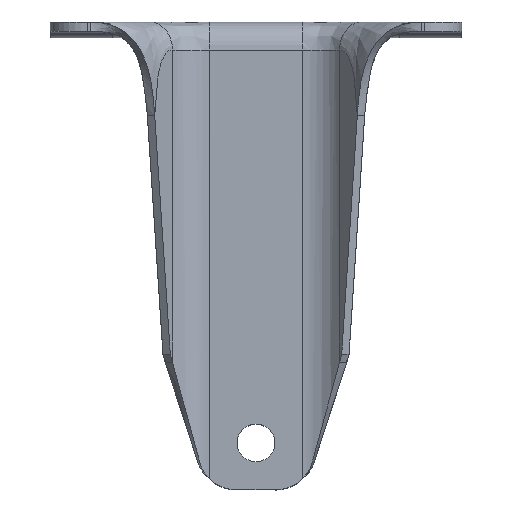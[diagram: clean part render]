
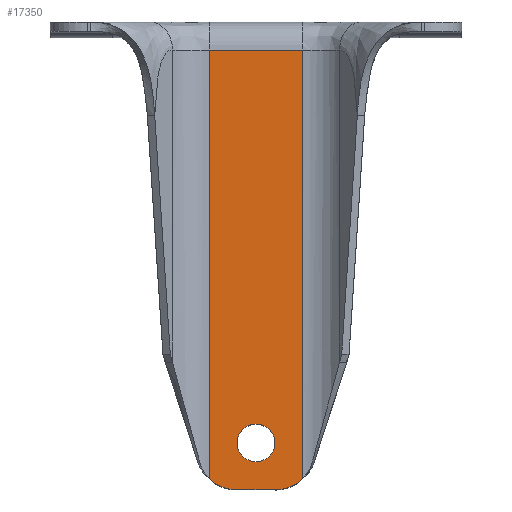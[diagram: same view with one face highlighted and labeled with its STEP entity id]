
A CAD part, top view. The second image highlights one B-rep face of the part: STEP entity #17350.
In plain terms, the highlighted planar face has unit normal (0, 0, 1).
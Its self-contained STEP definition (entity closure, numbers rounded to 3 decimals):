
#5 = VECTOR ( 'NONE', #9983, 1000. ) ;
#127 = CARTESIAN_POINT ( 'NONE',  ( 15., -146.471, 34. ) ) ;
#400 = VECTOR ( 'NONE', #3063, 1000. ) ;
#500 = CIRCLE ( 'NONE', #17277, 12. ) ;
#509 = CARTESIAN_POINT ( 'NONE',  ( 15., -150., 34. ) ) ;
#776 = EDGE_CURVE ( 'NONE', #2633, #4990, #7903, .T. ) ;
#783 = CARTESIAN_POINT ( 'NONE',  ( -6.05, -135., 34. ) ) ;
#927 = DIRECTION ( 'NONE',  ( 1., 0., 0. ) ) ;
#1073 = VERTEX_POINT ( 'NONE', #783 ) ;
#1752 = PLANE ( 'NONE',  #12141 ) ;
#2449 = ORIENTED_EDGE ( 'NONE', *, *, #15883, .F. ) ;
#2633 = VERTEX_POINT ( 'NONE', #9699 ) ;
#2845 = CARTESIAN_POINT ( 'NONE',  ( 6.5, -138., 34. ) ) ;
#3063 = DIRECTION ( 'NONE',  ( 1., 0., 0. ) ) ;
#3256 = VERTEX_POINT ( 'NONE', #127 ) ;
#4990 = VERTEX_POINT ( 'NONE', #13396 ) ;
#5029 = ORIENTED_EDGE ( 'NONE', *, *, #9556, .F. ) ;
#5631 = CARTESIAN_POINT ( 'NONE',  ( -15., -146.471, 34. ) ) ;
#5915 = AXIS2_PLACEMENT_3D ( 'NONE', #14765, #14971, #927 ) ;
#6159 = DIRECTION ( 'NONE',  ( 1., 0., 0. ) ) ;
#6200 = LINE ( 'NONE', #13494, #400 ) ;
#6378 = EDGE_CURVE ( 'NONE', #1073, #13496, #17162, .T. ) ;
#6569 = ORIENTED_EDGE ( 'NONE', *, *, #17674, .F. ) ;
#7139 = VECTOR ( 'NONE', #12645, 1000. ) ;
#7312 = EDGE_LOOP ( 'NONE', ( #5029, #14147 ) ) ;
#7616 = DIRECTION ( 'NONE',  ( 0., 0., -1. ) ) ;
#7752 = CARTESIAN_POINT ( 'NONE',  ( 15., -9., 34. ) ) ;
#7872 = LINE ( 'NONE', #11404, #5 ) ;
#7903 = LINE ( 'NONE', #509, #7139 ) ;
#8130 = DIRECTION ( 'NONE',  ( -1., 0., 0. ) ) ;
#8223 = CARTESIAN_POINT ( 'NONE',  ( -15., -9., 34. ) ) ;
#8283 = VERTEX_POINT ( 'NONE', #7752 ) ;
#8827 = CARTESIAN_POINT ( 'NONE',  ( 6.05, -135., 34. ) ) ;
#9098 = DIRECTION ( 'NONE',  ( 0., 0., 1. ) ) ;
#9330 = ORIENTED_EDGE ( 'NONE', *, *, #16102, .F. ) ;
#9556 = EDGE_CURVE ( 'NONE', #13496, #1073, #12059, .T. ) ;
#9699 = CARTESIAN_POINT ( 'NONE',  ( 6.5, -150., 34. ) ) ;
#9983 = DIRECTION ( 'NONE',  ( 0., 1., 0. ) ) ;
#10414 = AXIS2_PLACEMENT_3D ( 'NONE', #18268, #16941, #10608 ) ;
#10545 = DIRECTION ( 'NONE',  ( 0., 1., 0. ) ) ;
#10608 = DIRECTION ( 'NONE',  ( 0., 1., 0. ) ) ;
#11374 = AXIS2_PLACEMENT_3D ( 'NONE', #18374, #9098, #6159 ) ;
#11404 = CARTESIAN_POINT ( 'NONE',  ( 15., 0., 34. ) ) ;
#12059 = CIRCLE ( 'NONE', #5915, 6.05 ) ;
#12141 = AXIS2_PLACEMENT_3D ( 'NONE', #15903, #18823, #8130 ) ;
#12645 = DIRECTION ( 'NONE',  ( -1., 0., 0. ) ) ;
#13218 = ORIENTED_EDGE ( 'NONE', *, *, #14116, .F. ) ;
#13276 = VERTEX_POINT ( 'NONE', #5631 ) ;
#13396 = CARTESIAN_POINT ( 'NONE',  ( -6.5, -150., 34. ) ) ;
#13494 = CARTESIAN_POINT ( 'NONE',  ( 74.112, -9., 34. ) ) ;
#13496 = VERTEX_POINT ( 'NONE', #8827 ) ;
#13578 = VECTOR ( 'NONE', #13737, 1000. ) ;
#13737 = DIRECTION ( 'NONE',  ( 0., 1., 0. ) ) ;
#14116 = EDGE_CURVE ( 'NONE', #13276, #15438, #14954, .T. ) ;
#14147 = ORIENTED_EDGE ( 'NONE', *, *, #6378, .F. ) ;
#14279 = CIRCLE ( 'NONE', #10414, 12. ) ;
#14349 = EDGE_CURVE ( 'NONE', #3256, #8283, #7872, .T. ) ;
#14765 = CARTESIAN_POINT ( 'NONE',  ( 0., -135., 34. ) ) ;
#14954 = LINE ( 'NONE', #16456, #13578 ) ;
#14971 = DIRECTION ( 'NONE',  ( 0., 0., 1. ) ) ;
#15438 = VERTEX_POINT ( 'NONE', #8223 ) ;
#15697 = FACE_BOUND ( 'NONE', #7312, .T. ) ;
#15883 = EDGE_CURVE ( 'NONE', #15438, #8283, #6200, .T. ) ;
#15903 = CARTESIAN_POINT ( 'NONE',  ( 15., 0., 34. ) ) ;
#16102 = EDGE_CURVE ( 'NONE', #4990, #13276, #14279, .T. ) ;
#16389 = ORIENTED_EDGE ( 'NONE', *, *, #776, .F. ) ;
#16456 = CARTESIAN_POINT ( 'NONE',  ( -15., 0., 34. ) ) ;
#16745 = ORIENTED_EDGE ( 'NONE', *, *, #14349, .T. ) ;
#16941 = DIRECTION ( 'NONE',  ( 0., 0., -1. ) ) ;
#17162 = CIRCLE ( 'NONE', #11374, 6.05 ) ;
#17199 = FACE_OUTER_BOUND ( 'NONE', #19594, .T. ) ;
#17277 = AXIS2_PLACEMENT_3D ( 'NONE', #2845, #7616, #10545 ) ;
#17350 = ADVANCED_FACE ( 'NONE', ( #15697, #17199 ), #1752, .F. ) ;
#17674 = EDGE_CURVE ( 'NONE', #3256, #2633, #500, .T. ) ;
#18268 = CARTESIAN_POINT ( 'NONE',  ( -6.5, -138., 34. ) ) ;
#18374 = CARTESIAN_POINT ( 'NONE',  ( 0., -135., 34. ) ) ;
#18823 = DIRECTION ( 'NONE',  ( 0., 0., -1. ) ) ;
#19594 = EDGE_LOOP ( 'NONE', ( #13218, #9330, #16389, #6569, #16745, #2449 ) ) ;
